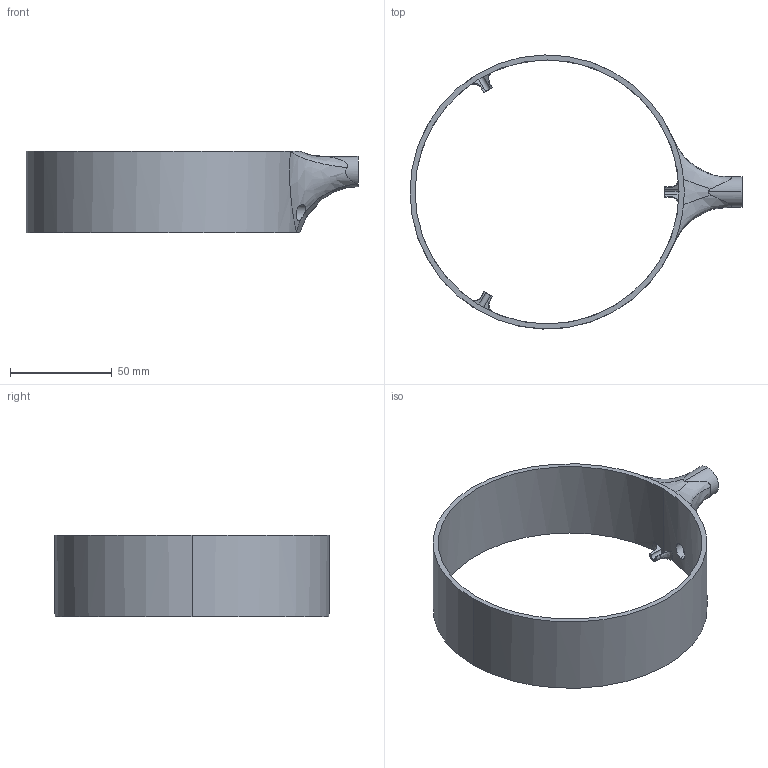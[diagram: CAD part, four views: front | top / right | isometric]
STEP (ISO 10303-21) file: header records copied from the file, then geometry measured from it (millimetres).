
FILE_DESCRIPTION (( 'STEP AP203' ), '1' );
FILE_NAME ('Pièce2_Défaut_sldprt.STEP', '2024-02-29T09:19:53', ( '' ), ( '' ), 'SwSTEP 2.0', 'SolidWorks 2023', '' );
FILE_SCHEMA (( 'CONFIG_CONTROL_DESIGN' ));
Length unit declared in the file: millimetre
Products named in the file (1): Pièce2_Défaut_sldprt
Bounding box: 163.5 x 134.98 x 40 mm (x, y, z)
Volume: 52343.8 mm3; surface area: 37737.6 mm2
Topology: 1 solids, 1 shells, 51 faces, 149 edges, 100 vertices
Faces by surface type: cylinder 27, bspline 12, plane 12
Entity records: 3802 total; most frequent: CARTESIAN_POINT 2523, ORIENTED_EDGE 298, DIRECTION 192, EDGE_CURVE 149, VERTEX_POINT 100, AXIS2_PLACEMENT_3D 75, B_SPLINE_CURVE_WITH_KNOTS 65, EDGE_LOOP 55
